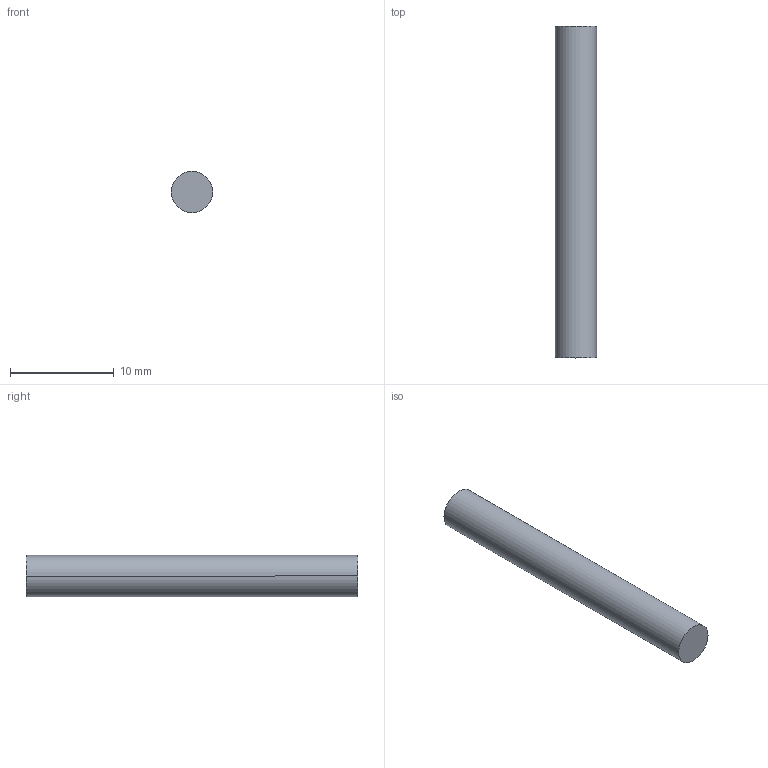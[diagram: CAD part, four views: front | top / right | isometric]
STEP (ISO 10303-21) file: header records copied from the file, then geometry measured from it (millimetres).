
FILE_DESCRIPTION(('STEP AP214'),'1');
FILE_NAME('cctmp_892C1C0C-2699-489C-8D18-91FF9C03193B_2020_1_13_16_16_47_123..stp','2020-01-13T15:16:47',('Bosch Rexroth AG'),('CADClick - www.CADClick.com'),'Spatial InterOp 3D',' ','unknown authorization - (Healing Option Enabled)');
FILE_SCHEMA(('AUTOMOTIVE_DESIGN'));
Length unit declared in the file: millimetre
Products named in the file (1): 2020_01_13__16-16-47-123
Bounding box: 4 x 32 x 4 mm (x, y, z)
Volume: 402.1 mm3; surface area: 427.3 mm2
Topology: 1 solids, 1 shells, 4 faces, 6 edges, 4 vertices
Faces by surface type: cylinder 2, plane 2
Entity records: 150 total; most frequent: DIRECTION 20, CARTESIAN_POINT 15, ORIENTED_EDGE 12, AXIS2_PLACEMENT_3D 9, EDGE_CURVE 6, STYLED_ITEM 5, PRESENTATION_STYLE_ASSIGNMENT 5, SURFACE_STYLE_USAGE 5
